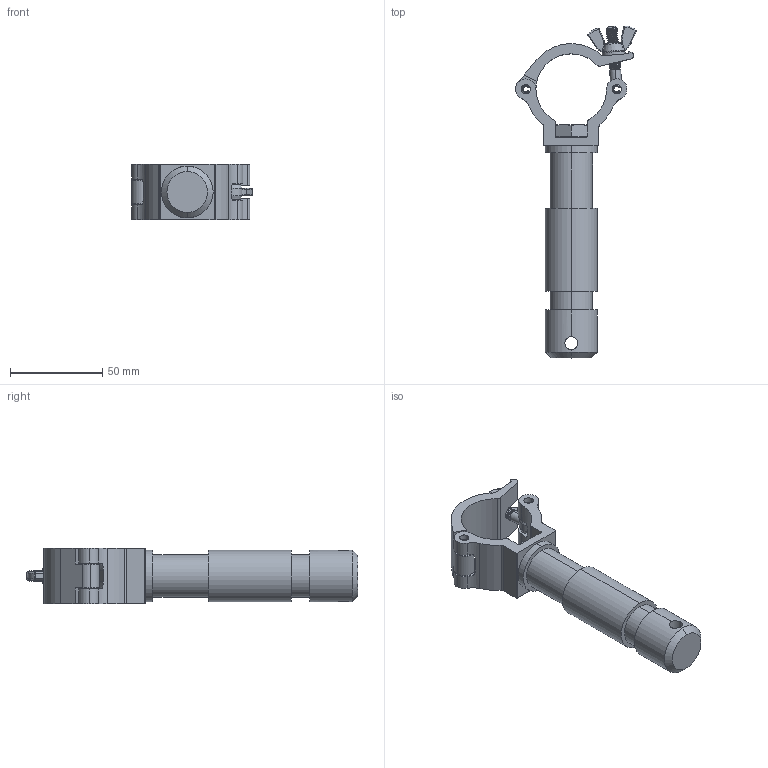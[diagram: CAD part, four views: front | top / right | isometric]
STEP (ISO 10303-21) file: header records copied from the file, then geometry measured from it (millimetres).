
FILE_DESCRIPTION (( 'STEP AP203' ), '1' );
FILE_NAME ('T58996 & T5899601.STEP', '2018-08-14T08:55:00', ( '' ), ( '' ), 'SwSTEP 2.0', 'SolidWorks 2016', '' );
FILE_SCHEMA (( 'CONFIG_CONTROL_DESIGN' ));
Length unit declared in the file: millimetre
Products named in the file (12): A Washer_Bright washer BS 4320 - M6 (Form A); TH1821; F880_F880 M6 Wing Nut; T78010_Spaced for T58970; TH2014_30MM WIDE; F771; TH2013_30MM WIDE; Hex Screw GradeC_Doughty Fastners_ISO 4018 - M10 x 45-WS; TH705_TH705; T58996 & T5899601; TH134_TH134; TH1244
Assembly tree (12 placements, depth 3):
  T58996 & T5899601
    TH134_TH134
      TH2014_30MM WIDE
    TH705_TH705
      TH2013_30MM WIDE
    T78010_Spaced for T58970
      TH1821
      F880_F880 M6 Wing Nut
      A Washer_Bright washer BS 4320 - M6 (Form A)
    F771  x2
    Hex Screw GradeC_Doughty Fastners_ISO 4018 - M10 x 45-WS
    TH1244
Bounding box: 65.4 x 179.7 x 29.9 mm (x, y, z)
Volume: 92209.9 mm3; surface area: 32862 mm2
Topology: 9 solids, 9 shells, 763 faces, 1775 edges, 1043 vertices
Faces by surface type: cone 288, cylinder 177, torus 168, plane 94, bspline 36
Entity records: 23565 total; most frequent: CARTESIAN_POINT 4865, DIRECTION 4111, ORIENTED_EDGE 3454, AXIS2_PLACEMENT_3D 1775, EDGE_CURVE 1727, CIRCLE 1046, VERTEX_POINT 1019, EDGE_LOOP 790
